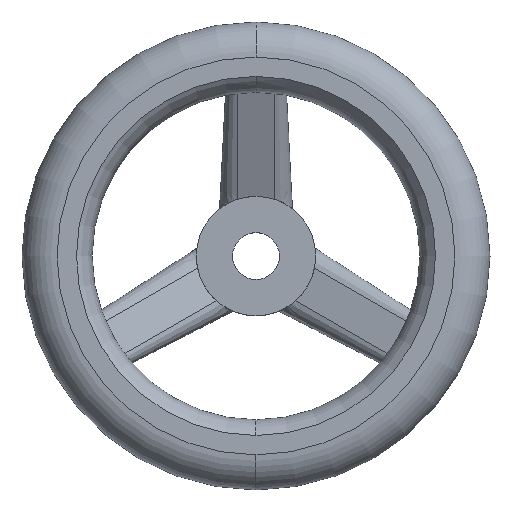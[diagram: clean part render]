
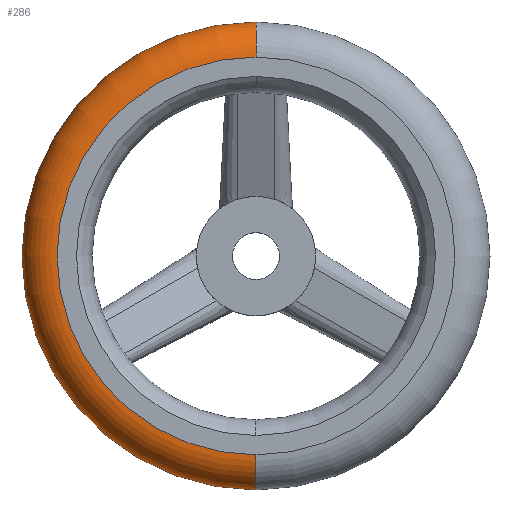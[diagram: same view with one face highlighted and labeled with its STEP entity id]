
A CAD part, top view. The second image highlights one B-rep face of the part: STEP entity #286.
In plain terms, the highlighted toroidal (fillet/blend) face has major radius 42.5 mm and minor radius 7.5 mm.
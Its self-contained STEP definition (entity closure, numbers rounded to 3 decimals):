
#286=ADVANCED_FACE('',(#671),#672,.T.);
#340=EDGE_CURVE('',#558,#438,#732,.T.);
#394=EDGE_CURVE('',#446,#438,#791,.T.);
#428=EDGE_CURVE('',#446,#494,#832,.T.);
#434=EDGE_CURVE('',#558,#494,#838,.T.);
#438=VERTEX_POINT('',#843);
#446=VERTEX_POINT('',#851);
#494=VERTEX_POINT('',#903);
#558=VERTEX_POINT('',#973);
#671=FACE_OUTER_BOUND('',#1166,.T.);
#672=TOROIDAL_SURFACE('',#1167,42.5,7.5);
#732=CIRCLE('',#1310,42.5);
#791=CIRCLE('',#1389,7.5);
#832=CIRCLE('',#1448,50.0);
#838=CIRCLE('',#1457,7.5);
#843=CARTESIAN_POINT('',(0.,42.5,33.0));
#851=CARTESIAN_POINT('',(0.,50.0,25.5));
#903=CARTESIAN_POINT('',(0.,-50.0,25.5));
#973=CARTESIAN_POINT('',(0.,-42.5,33.0));
#1166=EDGE_LOOP('',(#1900,#1901,#1902,#1903));
#1167=AXIS2_PLACEMENT_3D('',#1904,#1905,#1906);
#1310=AXIS2_PLACEMENT_3D('',#1971,#1972,#1973);
#1389=AXIS2_PLACEMENT_3D('',#2037,#2038,#2039);
#1448=AXIS2_PLACEMENT_3D('',#2104,#2105,#2106);
#1457=AXIS2_PLACEMENT_3D('',#2108,#2109,#2110);
#1900=ORIENTED_EDGE('',*,*,#428,.T.);
#1901=ORIENTED_EDGE('',*,*,#434,.F.);
#1902=ORIENTED_EDGE('',*,*,#340,.T.);
#1903=ORIENTED_EDGE('',*,*,#394,.F.);
#1904=CARTESIAN_POINT('',(0.,0.,25.5));
#1905=DIRECTION('',(0.,0.,1.0));
#1906=DIRECTION('',(0.,1.0,0.0));
#1971=CARTESIAN_POINT('',(0.,0.,33.0));
#1972=DIRECTION('',(0.,0.,-1.0));
#1973=DIRECTION('',(0.,1.0,0.));
#2037=CARTESIAN_POINT('',(0.,42.5,25.5));
#2038=DIRECTION('',(1.0,0.,0.));
#2039=DIRECTION('',(0.,1.0,0.));
#2104=CARTESIAN_POINT('',(0.,0.,25.5));
#2105=DIRECTION('',(0.,0.,1.0));
#2106=DIRECTION('',(1.0,0.0,0.));
#2108=CARTESIAN_POINT('',(0.,-42.5,25.5));
#2109=DIRECTION('',(1.0,0.,0.));
#2110=DIRECTION('',(0.,-1.0,0.));
